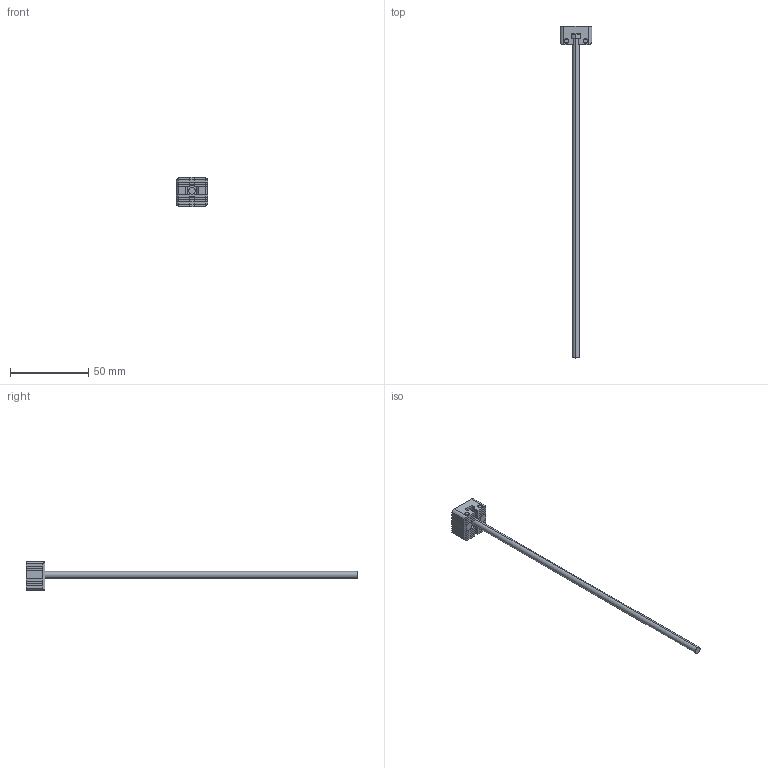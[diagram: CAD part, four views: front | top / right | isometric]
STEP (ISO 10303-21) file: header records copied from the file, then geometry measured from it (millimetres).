
FILE_DESCRIPTION (( 'STEP AP203' ), '1' );
FILE_NAME ('f1a0.STEP', '2023-11-03T14:57:32', ( '' ), ( '' ), 'SwSTEP 2.0', 'SolidWorks 2019', '' );
FILE_SCHEMA (( 'CONFIG_CONTROL_DESIGN' ));
Length unit declared in the file: millimetre
Products named in the file (6): f1a0; Lamellar_Gas_Vent_ISGL20C 791d8ac27182e4a28f6a90f4a46517db; Lamela_Radius 791d8ac27182e4a28f6a90f4a46517db; Pin_20 791d8ac27182e4a28f6a90f4a46517db; Lamela 791d8ac27182e4a28f6a90f4a46517db; Bolt 791d8ac27182e4a28f6a90f4a46517db
Assembly tree (11 placements, depth 2):
  f1a0
    Lamellar_Gas_Vent_ISGL20C 791d8ac27182e4a28f6a90f4a46517db
    Bolt 791d8ac27182e4a28f6a90f4a46517db
    Lamela 791d8ac27182e4a28f6a90f4a46517db  x5
    Lamela_Radius 791d8ac27182e4a28f6a90f4a46517db  x2
    Pin_20 791d8ac27182e4a28f6a90f4a46517db  x2
Bounding box: 20 x 212 x 18.52 mm (x, y, z)
Volume: 6770.4 mm3; surface area: 8933.3 mm2
Topology: 13 solids, 13 shells, 270 faces, 717 edges, 474 vertices
Faces by surface type: plane 163, cylinder 95, cone 12
Entity records: 4475 total; most frequent: DIRECTION 663, CARTESIAN_POINT 647, ORIENTED_EDGE 614, EDGE_CURVE 307, AXIS2_PLACEMENT_3D 226, VECTOR 211, LINE 211, VERTEX_POINT 202
